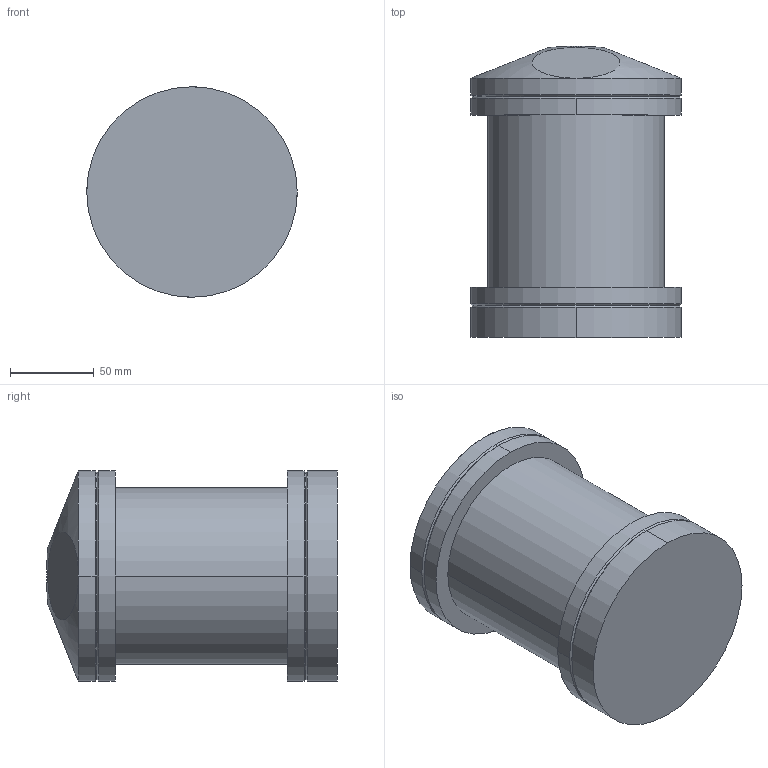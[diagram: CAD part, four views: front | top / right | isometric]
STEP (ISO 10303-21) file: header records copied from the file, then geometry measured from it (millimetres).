
FILE_DESCRIPTION (( 'STEP AP203' ), '1' );
FILE_NAME ('DVL_Default_sldprt.STEP', '2020-08-14T00:47:37', ( '' ), ( '' ), 'SwSTEP 2.0', 'SolidWorks 2017', '' );
FILE_SCHEMA (( 'CONFIG_CONTROL_DESIGN' ));
Length unit declared in the file: millimetre
Products named in the file (1): DVL_Default_sldprt
Bounding box: 126 x 174.09 x 126 mm (x, y, z)
Volume: 1672315.6 mm3; surface area: 88881.3 mm2
Topology: 1 solids, 1 shells, 27 faces, 60 edges, 35 vertices
Faces by surface type: cylinder 10, cone 8, plane 7, torus 2
Entity records: 1279 total; most frequent: CARTESIAN_POINT 603, DIRECTION 138, ORIENTED_EDGE 116, AXIS2_PLACEMENT_3D 60, EDGE_CURVE 58, VERTEX_POINT 35, CIRCLE 32, EDGE_LOOP 29
